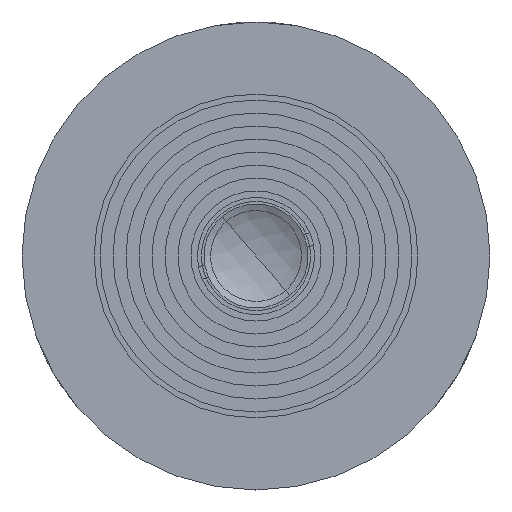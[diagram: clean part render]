
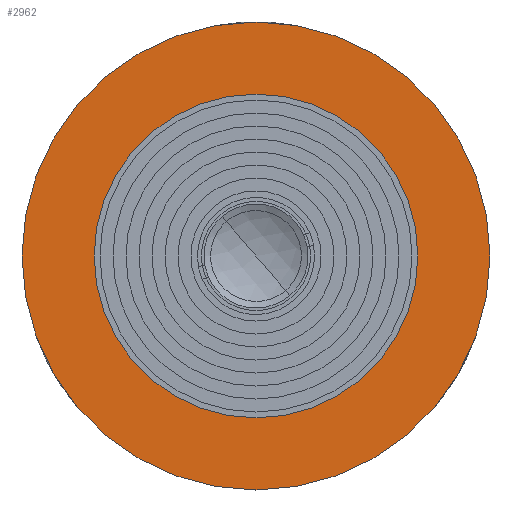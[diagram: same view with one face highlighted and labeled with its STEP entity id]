
A CAD part, left-side view. The second image highlights one B-rep face of the part: STEP entity #2962.
In plain terms, the highlighted planar face has unit normal (-1, 0, 0).
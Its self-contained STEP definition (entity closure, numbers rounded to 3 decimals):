
#202 = DIRECTION ( 'NONE',  ( 1., 0., 0. ) ) ;
#220 = DIRECTION ( 'NONE',  ( 0., 0., -1. ) ) ;
#356 = VERTEX_POINT ( 'NONE', #2756 ) ;
#533 = DIRECTION ( 'NONE',  ( 0., 0., 1. ) ) ;
#678 = EDGE_LOOP ( 'NONE', ( #1308, #3237 ) ) ;
#797 = EDGE_LOOP ( 'NONE', ( #1825, #3083 ) ) ;
#843 = VERTEX_POINT ( 'NONE', #1846 ) ;
#845 = AXIS2_PLACEMENT_3D ( 'NONE', #1502, #2587, #2073 ) ;
#962 = CIRCLE ( 'NONE', #845, 18. ) ;
#1079 = CIRCLE ( 'NONE', #3132, 12.45 ) ;
#1146 = CIRCLE ( 'NONE', #3196, 18. ) ;
#1308 = ORIENTED_EDGE ( 'NONE', *, *, #3293, .T. ) ;
#1362 = PLANE ( 'NONE',  #3469 ) ;
#1502 = CARTESIAN_POINT ( 'NONE',  ( 0., 0., 0. ) ) ;
#1601 = CARTESIAN_POINT ( 'NONE',  ( 0., 0., 12.45 ) ) ;
#1664 = CIRCLE ( 'NONE', #3011, 12.45 ) ;
#1684 = EDGE_CURVE ( 'NONE', #3076, #2004, #1664, .T. ) ;
#1709 = CARTESIAN_POINT ( 'NONE',  ( 0., 0., -12.45 ) ) ;
#1780 = DIRECTION ( 'NONE',  ( 0., 0., 1. ) ) ;
#1825 = ORIENTED_EDGE ( 'NONE', *, *, #3610, .F. ) ;
#1846 = CARTESIAN_POINT ( 'NONE',  ( 0., 0., -18. ) ) ;
#1925 = CARTESIAN_POINT ( 'NONE',  ( 0., 0., 0. ) ) ;
#2004 = VERTEX_POINT ( 'NONE', #1601 ) ;
#2073 = DIRECTION ( 'NONE',  ( 0., 0., 1. ) ) ;
#2212 = FACE_OUTER_BOUND ( 'NONE', #678, .T. ) ;
#2314 = DIRECTION ( 'NONE',  ( -1., 0., 0. ) ) ;
#2587 = DIRECTION ( 'NONE',  ( -1., 0., 0. ) ) ;
#2744 = CARTESIAN_POINT ( 'NONE',  ( 0., 18., 0. ) ) ;
#2756 = CARTESIAN_POINT ( 'NONE',  ( 0., 0., 18. ) ) ;
#2962 = ADVANCED_FACE ( 'NONE', ( #3000, #2212 ), #1362, .F. ) ;
#3000 = FACE_BOUND ( 'NONE', #797, .T. ) ;
#3011 = AXIS2_PLACEMENT_3D ( 'NONE', #3410, #3614, #3040 ) ;
#3040 = DIRECTION ( 'NONE',  ( 0., 0., 1. ) ) ;
#3076 = VERTEX_POINT ( 'NONE', #1709 ) ;
#3083 = ORIENTED_EDGE ( 'NONE', *, *, #1684, .F. ) ;
#3132 = AXIS2_PLACEMENT_3D ( 'NONE', #3155, #2314, #1780 ) ;
#3155 = CARTESIAN_POINT ( 'NONE',  ( 0., 0., 0. ) ) ;
#3196 = AXIS2_PLACEMENT_3D ( 'NONE', #1925, #3566, #533 ) ;
#3237 = ORIENTED_EDGE ( 'NONE', *, *, #3545, .T. ) ;
#3293 = EDGE_CURVE ( 'NONE', #356, #843, #1146, .T. ) ;
#3410 = CARTESIAN_POINT ( 'NONE',  ( 0., 0., 0. ) ) ;
#3469 = AXIS2_PLACEMENT_3D ( 'NONE', #2744, #202, #220 ) ;
#3545 = EDGE_CURVE ( 'NONE', #843, #356, #962, .T. ) ;
#3566 = DIRECTION ( 'NONE',  ( -1., 0., 0. ) ) ;
#3610 = EDGE_CURVE ( 'NONE', #2004, #3076, #1079, .T. ) ;
#3614 = DIRECTION ( 'NONE',  ( -1., 0., 0. ) ) ;
